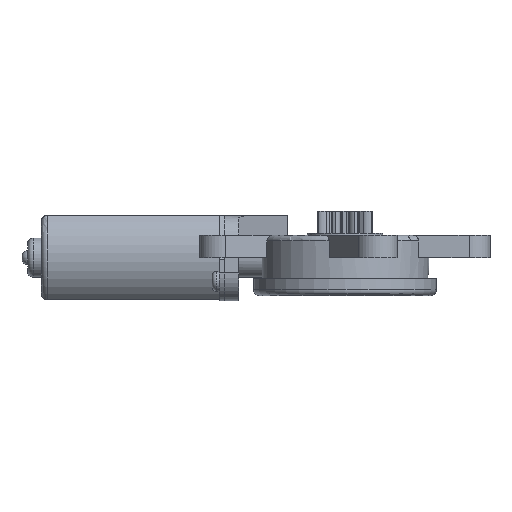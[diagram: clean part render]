
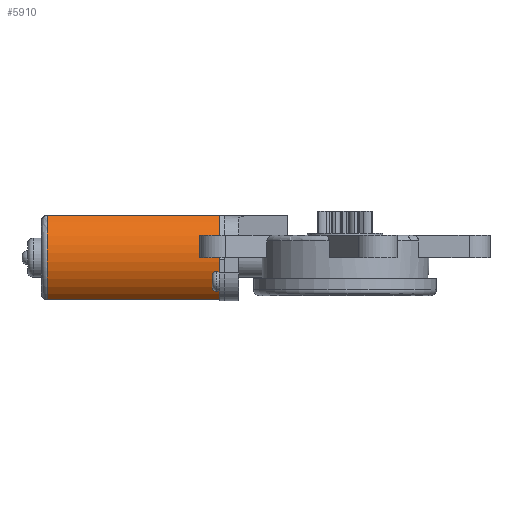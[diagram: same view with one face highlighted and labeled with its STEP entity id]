
A CAD part, front view. The second image highlights one B-rep face of the part: STEP entity #5910.
In plain terms, the highlighted cylindrical face has radius 19.5 mm (diameter 39 mm), a partial arc.
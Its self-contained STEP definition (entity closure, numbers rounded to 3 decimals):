
#301 = FACE_OUTER_BOUND ( 'NONE', #3693, .T. ) ;
#713 = ORIENTED_EDGE ( 'NONE', *, *, #15754, .T. ) ;
#1330 = LINE ( 'NONE', #15773, #4357 ) ;
#1560 = DIRECTION ( 'NONE',  ( 1., 0., 0. ) ) ;
#2714 = EDGE_CURVE ( 'NONE', #8799, #7891, #1330, .T. ) ;
#2866 = CARTESIAN_POINT ( 'NONE',  ( -108.95, 19.381, -18.15 ) ) ;
#3328 = ORIENTED_EDGE ( 'NONE', *, *, #15582, .T. ) ;
#3413 = CIRCLE ( 'NONE', #14151, 19.5 ) ;
#3577 = DIRECTION ( 'NONE',  ( 0., 0., -1. ) ) ;
#3693 = EDGE_LOOP ( 'NONE', ( #11979, #15618, #3328, #713 ) ) ;
#4357 = VECTOR ( 'NONE', #6836, 1000. ) ;
#5429 = EDGE_CURVE ( 'NONE', #8799, #12658, #3413, .T. ) ;
#5910 = ADVANCED_FACE ( 'NONE', ( #301 ), #10167, .T. ) ;
#6669 = DIRECTION ( 'NONE',  ( 1., 0., 0. ) ) ;
#6836 = DIRECTION ( 'NONE',  ( 1., 0., 0. ) ) ;
#7121 = DIRECTION ( 'NONE',  ( -1., 0., 0. ) ) ;
#7891 = VERTEX_POINT ( 'NONE', #13819 ) ;
#8027 = AXIS2_PLACEMENT_3D ( 'NONE', #14812, #7121, #16105 ) ;
#8037 = AXIS2_PLACEMENT_3D ( 'NONE', #11284, #16360, #3577 ) ;
#8799 = VERTEX_POINT ( 'NONE', #11434 ) ;
#8957 = CARTESIAN_POINT ( 'NONE',  ( -45.15, 19.381, -18.15 ) ) ;
#9270 = CARTESIAN_POINT ( 'NONE',  ( -106.95, 31.658, -3. ) ) ;
#9473 = LINE ( 'NONE', #2866, #15901 ) ;
#10167 = CYLINDRICAL_SURFACE ( 'NONE', #8037, 19.5 ) ;
#10568 = DIRECTION ( 'NONE',  ( 0., 0., 1. ) ) ;
#11130 = CARTESIAN_POINT ( 'NONE',  ( -106.95, 19.381, -18.15 ) ) ;
#11284 = CARTESIAN_POINT ( 'NONE',  ( -108.95, 31.658, -3. ) ) ;
#11434 = CARTESIAN_POINT ( 'NONE',  ( -106.95, 19.381, 12.15 ) ) ;
#11979 = ORIENTED_EDGE ( 'NONE', *, *, #2714, .F. ) ;
#12658 = VERTEX_POINT ( 'NONE', #11130 ) ;
#13819 = CARTESIAN_POINT ( 'NONE',  ( -45.15, 19.381, 12.15 ) ) ;
#14151 = AXIS2_PLACEMENT_3D ( 'NONE', #9270, #1560, #10568 ) ;
#14246 = VERTEX_POINT ( 'NONE', #8957 ) ;
#14300 = CIRCLE ( 'NONE', #8027, 19.5 ) ;
#14812 = CARTESIAN_POINT ( 'NONE',  ( -45.15, 31.658, -3. ) ) ;
#15582 = EDGE_CURVE ( 'NONE', #12658, #14246, #9473, .T. ) ;
#15618 = ORIENTED_EDGE ( 'NONE', *, *, #5429, .T. ) ;
#15754 = EDGE_CURVE ( 'NONE', #14246, #7891, #14300, .T. ) ;
#15773 = CARTESIAN_POINT ( 'NONE',  ( -108.95, 19.381, 12.15 ) ) ;
#15901 = VECTOR ( 'NONE', #6669, 1000. ) ;
#16105 = DIRECTION ( 'NONE',  ( 0., 0., 1. ) ) ;
#16360 = DIRECTION ( 'NONE',  ( 1., 0., 0. ) ) ;
